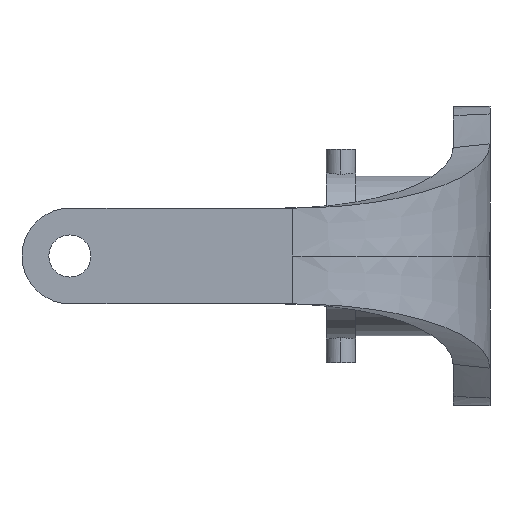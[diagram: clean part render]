
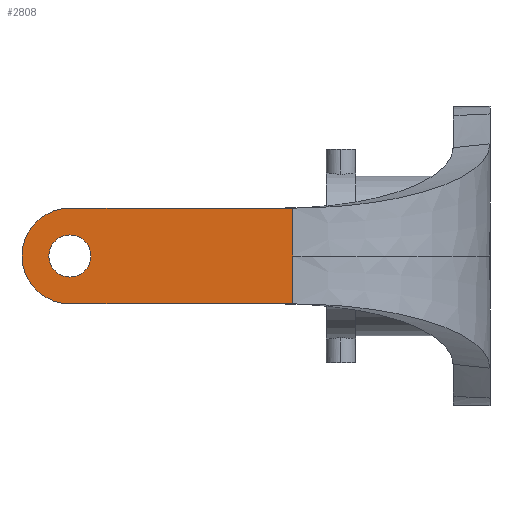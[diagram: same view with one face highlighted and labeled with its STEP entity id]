
A CAD part, left-side view. The second image highlights one B-rep face of the part: STEP entity #2808.
In plain terms, the highlighted planar face has unit normal (-1, 0, 0).
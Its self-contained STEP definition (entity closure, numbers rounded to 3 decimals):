
#1 = VERTEX_POINT ( 'NONE', #1212 ) ;
#13 = CARTESIAN_POINT ( 'NONE',  ( -400., 305., 0. ) ) ;
#75 = EDGE_CURVE ( 'NONE', #1793, #655, #1745, .T. ) ;
#166 = ORIENTED_EDGE ( 'NONE', *, *, #2372, .F. ) ;
#184 = ORIENTED_EDGE ( 'NONE', *, *, #1933, .T. ) ;
#208 = CARTESIAN_POINT ( 'NONE',  ( -400., 40., 57. ) ) ;
#224 = LINE ( 'NONE', #241, #1837 ) ;
#241 = CARTESIAN_POINT ( 'NONE',  ( -400., 305., -57. ) ) ;
#253 = FACE_BOUND ( 'NONE', #609, .T. ) ;
#341 = ORIENTED_EDGE ( 'NONE', *, *, #1445, .F. ) ;
#355 = EDGE_CURVE ( 'NONE', #883, #1180, #2941, .T. ) ;
#357 = ORIENTED_EDGE ( 'NONE', *, *, #1858, .T. ) ;
#376 = AXIS2_PLACEMENT_3D ( 'NONE', #2448, #801, #2891 ) ;
#520 = EDGE_LOOP ( 'NONE', ( #357, #341, #2915, #1377, #166 ) ) ;
#536 = PLANE ( 'NONE',  #376 ) ;
#609 = EDGE_LOOP ( 'NONE', ( #705, #184 ) ) ;
#621 = DIRECTION ( 'NONE',  ( 1., 0., 0. ) ) ;
#655 = VERTEX_POINT ( 'NONE', #1309 ) ;
#705 = ORIENTED_EDGE ( 'NONE', *, *, #355, .T. ) ;
#740 = CARTESIAN_POINT ( 'NONE',  ( -400., 40., -38. ) ) ;
#796 = CARTESIAN_POINT ( 'NONE',  ( -400., 305., 57. ) ) ;
#801 = DIRECTION ( 'NONE',  ( 1., 0., 0. ) ) ;
#881 = AXIS2_PLACEMENT_3D ( 'NONE', #13, #2411, #1948 ) ;
#883 = VERTEX_POINT ( 'NONE', #1432 ) ;
#916 = CARTESIAN_POINT ( 'NONE',  ( -400., 40., 19. ) ) ;
#1006 = EDGE_CURVE ( 'NONE', #1244, #655, #1773, .T. ) ;
#1079 = DIRECTION ( 'NONE',  ( 0., 0., -1. ) ) ;
#1121 = CARTESIAN_POINT ( 'NONE',  ( -400., 305., -25. ) ) ;
#1180 = VERTEX_POINT ( 'NONE', #1121 ) ;
#1207 = CIRCLE ( 'NONE', #1862, 25. ) ;
#1212 = CARTESIAN_POINT ( 'NONE',  ( -400., 40., 0. ) ) ;
#1244 = VERTEX_POINT ( 'NONE', #1695 ) ;
#1309 = CARTESIAN_POINT ( 'NONE',  ( -400., 305., 57. ) ) ;
#1377 = ORIENTED_EDGE ( 'NONE', *, *, #1006, .F. ) ;
#1432 = CARTESIAN_POINT ( 'NONE',  ( -400., 305., 25. ) ) ;
#1445 = EDGE_CURVE ( 'NONE', #1793, #1, #2254, .T. ) ;
#1693 = CARTESIAN_POINT ( 'NONE',  ( -400., 40., 0. ) ) ;
#1695 = CARTESIAN_POINT ( 'NONE',  ( -400., 305., -57. ) ) ;
#1745 = LINE ( 'NONE', #796, #2658 ) ;
#1766 = CARTESIAN_POINT ( 'NONE',  ( -400., 305., 0. ) ) ;
#1773 = CIRCLE ( 'NONE', #2773, 57. ) ;
#1793 = VERTEX_POINT ( 'NONE', #2605 ) ;
#1837 = VECTOR ( 'NONE', #2576, 1000. ) ;
#1858 = EDGE_CURVE ( 'NONE', #1964, #1, #2816, .T. ) ;
#1862 = AXIS2_PLACEMENT_3D ( 'NONE', #1766, #621, #2565 ) ;
#1933 = EDGE_CURVE ( 'NONE', #1180, #883, #1207, .T. ) ;
#1948 = DIRECTION ( 'NONE',  ( 0., 0., -1. ) ) ;
#1964 = VERTEX_POINT ( 'NONE', #2410 ) ;
#2028 = CARTESIAN_POINT ( 'NONE',  ( -400., 305., 0. ) ) ;
#2136 = CARTESIAN_POINT ( 'NONE',  ( -400., 40., 0. ) ) ;
#2254 = B_SPLINE_CURVE_WITH_KNOTS ( 'NONE', 3,
 ( #208, #3057, #916, #2136 ),
 .UNSPECIFIED., .F., .F.,
 ( 4, 4 ),
 ( 0., 1. ),
 .UNSPECIFIED. ) ;
#2278 = DIRECTION ( 'NONE',  ( 1., 0., 0. ) ) ;
#2372 = EDGE_CURVE ( 'NONE', #1964, #1244, #224, .T. ) ;
#2410 = CARTESIAN_POINT ( 'NONE',  ( -400., 40., -57. ) ) ;
#2411 = DIRECTION ( 'NONE',  ( 1., 0., 0. ) ) ;
#2430 = CARTESIAN_POINT ( 'NONE',  ( -400., 40., -57. ) ) ;
#2448 = CARTESIAN_POINT ( 'NONE',  ( -400., 305., -57. ) ) ;
#2565 = DIRECTION ( 'NONE',  ( 0., 0., -1. ) ) ;
#2576 = DIRECTION ( 'NONE',  ( 0., 1., 0. ) ) ;
#2605 = CARTESIAN_POINT ( 'NONE',  ( -400., 40., 57. ) ) ;
#2658 = VECTOR ( 'NONE', #2986, 1000. ) ;
#2698 = CARTESIAN_POINT ( 'NONE',  ( -400., 40., -19. ) ) ;
#2699 = FACE_OUTER_BOUND ( 'NONE', #520, .T. ) ;
#2773 = AXIS2_PLACEMENT_3D ( 'NONE', #2028, #2278, #1079 ) ;
#2808 = ADVANCED_FACE ( 'NONE', ( #253, #2699 ), #536, .F. ) ;
#2816 = B_SPLINE_CURVE_WITH_KNOTS ( 'NONE', 3,
 ( #2430, #740, #2698, #1693 ),
 .UNSPECIFIED., .F., .F.,
 ( 4, 4 ),
 ( 0., 1. ),
 .UNSPECIFIED. ) ;
#2891 = DIRECTION ( 'NONE',  ( 0., -1., 0. ) ) ;
#2915 = ORIENTED_EDGE ( 'NONE', *, *, #75, .T. ) ;
#2941 = CIRCLE ( 'NONE', #881, 25. ) ;
#2986 = DIRECTION ( 'NONE',  ( 0., 1., 0. ) ) ;
#3057 = CARTESIAN_POINT ( 'NONE',  ( -400., 40., 38. ) ) ;
